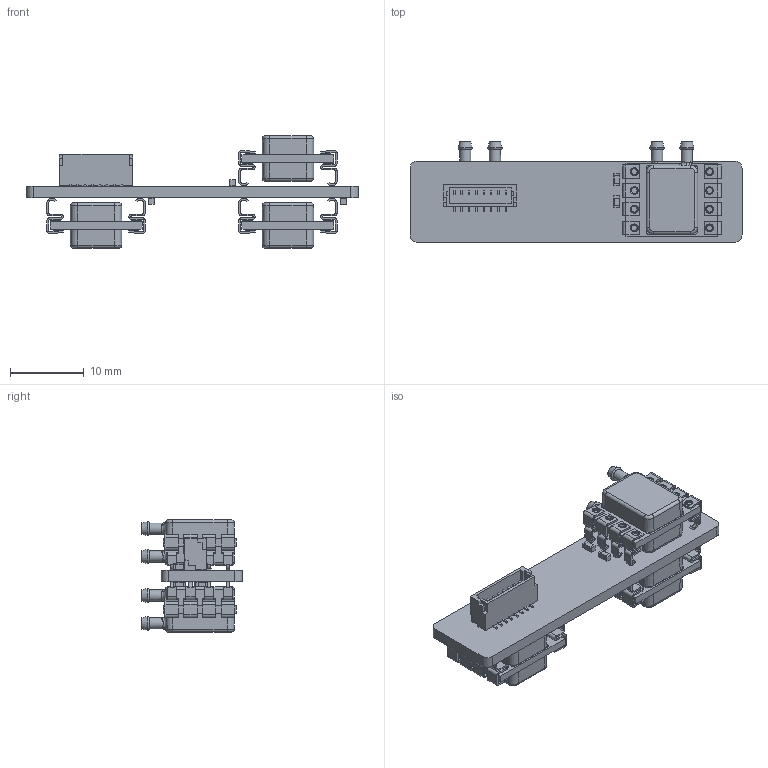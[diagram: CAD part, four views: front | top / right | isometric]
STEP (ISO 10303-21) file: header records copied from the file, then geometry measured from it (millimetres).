
FILE_DESCRIPTION(('KiCad electronic assembly'),'2;1');
FILE_NAME('pressure-spi-3.step','2023-03-09T19:17:36',('Pcbnew'),( 'Kicad'),'Open CASCADE STEP processor 7.5','KiCad to STEP converter' ,'Unknown');
FILE_SCHEMA(('AUTOMOTIVE_DESIGN { 1 0 10303 214 1 1 1 1 }'));
Length unit declared in the file: millimetre
Products named in the file (8): pressure-spi-3 1; BM08B-SRSS-TB; SOLID; sps-siot-trustability-smt-rr; COMPOUND; C_0603_1608Metric; pressure-spi-3 PCB
Assembly tree (14 placements, depth 3):
  pressure-spi-3 1
    BM08B-SRSS-TB
      SOLID
    sps-siot-trustability-smt-rr  x3
      COMPOUND
    C_0603_1608Metric  x6
      SOLID
    pressure-spi-3 PCB
Bounding box: 45 x 13.63 x 15.22 mm (x, y, z)
Volume: 2366.3 mm3; surface area: 3847.5 mm2
Topology: 11 solids, 11 shells, 1791 faces, 4559 edges, 2886 vertices
Faces by surface type: plane 965, cylinder 379, torus 174, cone 132, bspline 132, sphere 9
Full cylindrical faces by diameter (mm): 1.52 x6
Entity records: 52681 total; most frequent: CARTESIAN_POINT 17320, DIRECTION 6304, LINE 3816, VECTOR 3816, ORIENTED_EDGE 3426, PCURVE 3426, DEFINITIONAL_REPRESENTATION 3426, EDGE_CURVE 1713
